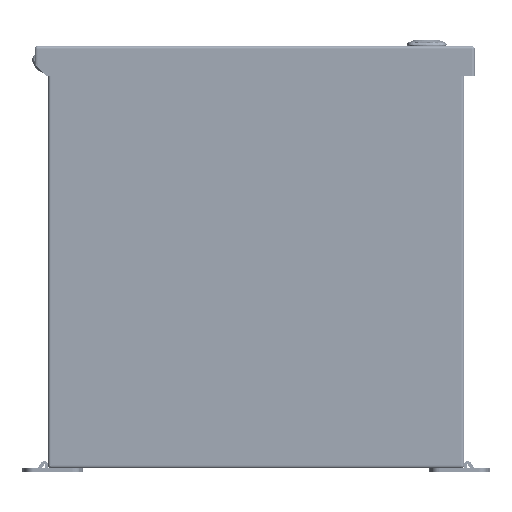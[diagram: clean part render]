
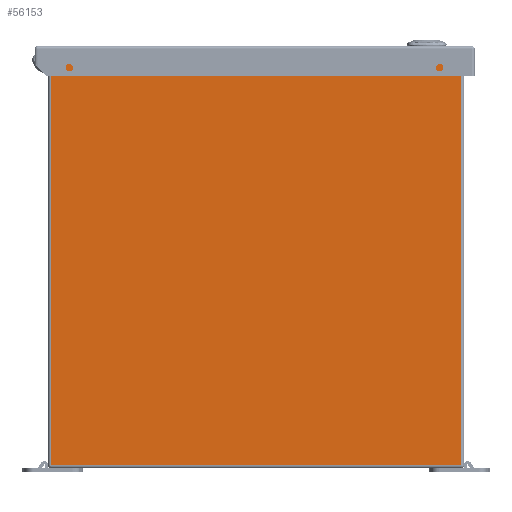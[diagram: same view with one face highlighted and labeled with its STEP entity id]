
A CAD part, front view. The second image highlights one B-rep face of the part: STEP entity #56153.
In plain terms, the highlighted planar face has unit normal (0, -1, 0).
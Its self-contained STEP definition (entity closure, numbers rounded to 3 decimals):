
#3661=LINE('',#81772,#8342);
#3663=LINE('',#81782,#8344);
#3664=LINE('',#81784,#8345);
#3665=LINE('',#81786,#8346);
#3666=LINE('',#81788,#8347);
#3667=LINE('',#81789,#8348);
#8342=VECTOR('',#66066,0.394);
#8344=VECTOR('',#66080,0.394);
#8345=VECTOR('',#66081,0.394);
#8346=VECTOR('',#66082,0.394);
#8347=VECTOR('',#66083,0.394);
#8348=VECTOR('',#66084,0.394);
#13805=FACE_OUTER_BOUND('',#17291,.T.);
#17291=EDGE_LOOP('',(#37398,#37399,#37400,#37401,#37402,#37403));
#23284=VERTEX_POINT('',#81766);
#23286=VERTEX_POINT('',#81770);
#23288=VERTEX_POINT('',#81781);
#23289=VERTEX_POINT('',#81783);
#23290=VERTEX_POINT('',#81785);
#23291=VERTEX_POINT('',#81787);
#28666=EDGE_CURVE('',#23286,#23284,#3661,.T.);
#28671=EDGE_CURVE('',#23288,#23286,#3663,.T.);
#28672=EDGE_CURVE('',#23288,#23289,#3664,.T.);
#28673=EDGE_CURVE('',#23290,#23289,#3665,.T.);
#28674=EDGE_CURVE('',#23291,#23290,#3666,.T.);
#28675=EDGE_CURVE('',#23291,#23284,#3667,.T.);
#37398=ORIENTED_EDGE('',*,*,#28666,.F.);
#37399=ORIENTED_EDGE('',*,*,#28671,.F.);
#37400=ORIENTED_EDGE('',*,*,#28672,.T.);
#37401=ORIENTED_EDGE('',*,*,#28673,.F.);
#37402=ORIENTED_EDGE('',*,*,#28674,.F.);
#37403=ORIENTED_EDGE('',*,*,#28675,.T.);
#54669=PLANE('',#60444);
#56153=ADVANCED_FACE('',(#13805),#54669,.F.);
#60444=AXIS2_PLACEMENT_3D('',#81780,#66078,#66079);
#66066=DIRECTION('',(1.,0.,0.));
#66078=DIRECTION('center_axis',(0.,1.,0.));
#66079=DIRECTION('ref_axis',(0.,0.,1.));
#66080=DIRECTION('',(0.,0.,1.));
#66081=DIRECTION('',(1.,0.,0.));
#66082=DIRECTION('',(0.,0.,-1.));
#66083=DIRECTION('',(1.,0.,0.));
#66084=DIRECTION('',(-1.,0.,0.));
#81766=CARTESIAN_POINT('',(-5.605,-24.,11.914));
#81770=CARTESIAN_POINT('',(-5.914,-24.,11.914));
#81772=CARTESIAN_POINT('',(-2.34,-24.,11.914));
#81780=CARTESIAN_POINT('Origin',(1.277,-24.,6.175));
#81781=CARTESIAN_POINT('',(-5.914,-24.,0.086));
#81782=CARTESIAN_POINT('',(-5.914,-24.,6.175));
#81783=CARTESIAN_POINT('',(5.914,-24.,0.086));
#81784=CARTESIAN_POINT('',(105.017,-24.,0.086));
#81785=CARTESIAN_POINT('',(5.914,-24.,11.914));
#81786=CARTESIAN_POINT('',(5.914,-24.,6.175));
#81787=CARTESIAN_POINT('',(5.605,-24.,11.914));
#81788=CARTESIAN_POINT('',(-2.34,-24.,11.914));
#81789=CARTESIAN_POINT('',(-2.323,-24.,11.914));
